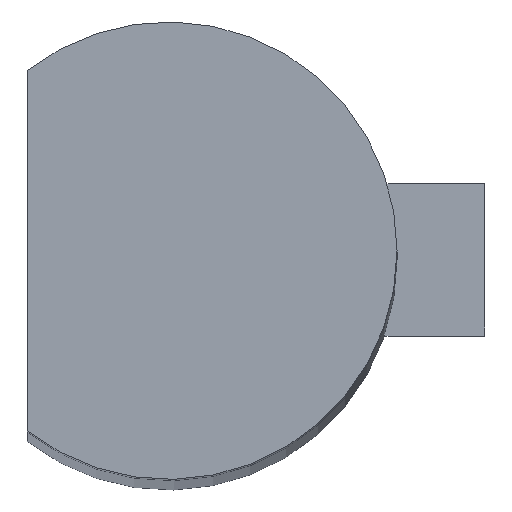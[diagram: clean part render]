
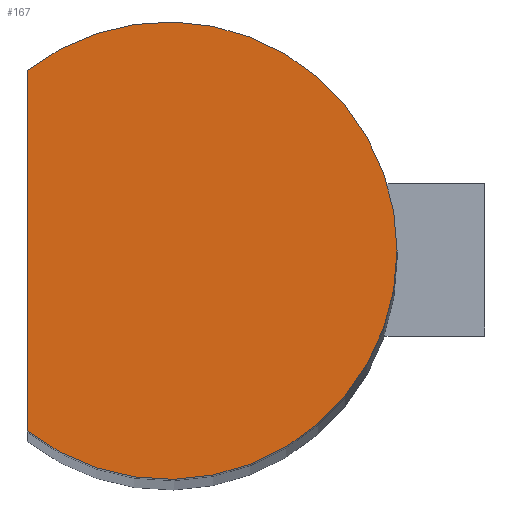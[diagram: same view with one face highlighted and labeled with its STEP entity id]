
A CAD part, top view. The second image highlights one B-rep face of the part: STEP entity #167.
In plain terms, the highlighted planar face has unit normal (0, 0, 1).
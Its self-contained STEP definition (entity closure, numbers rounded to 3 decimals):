
#19=PLANE('',#195);
#26=LINE('',#266,#42);
#42=VECTOR('',#216,1000.);
#92=ORIENTED_EDGE('',*,*,#114,.T.);
#93=ORIENTED_EDGE('',*,*,#104,.F.);
#104=EDGE_CURVE('',#123,#124,#26,.T.);
#114=EDGE_CURVE('',#123,#124,#133,.T.);
#123=VERTEX_POINT('',#265);
#124=VERTEX_POINT('',#267);
#133=CIRCLE('',#194,1.5);
#144=EDGE_LOOP('',(#92,#93));
#155=FACE_BOUND('',#144,.T.);
#167=ADVANCED_FACE('',(#155),#19,.T.);
#194=AXIS2_PLACEMENT_3D('',#288,#240,#241);
#195=AXIS2_PLACEMENT_3D('',#289,#242,#243);
#216=DIRECTION('',(0.,1.,0.));
#240=DIRECTION('',(0.,0.,1.));
#241=DIRECTION('',(1.,0.,0.));
#242=DIRECTION('',(0.,0.,1.));
#243=DIRECTION('',(1.,0.,0.));
#265=CARTESIAN_POINT('',(-0.925,-1.181,40.));
#266=CARTESIAN_POINT('',(-0.925,0.59,40.));
#267=CARTESIAN_POINT('',(-0.925,1.181,40.));
#288=CARTESIAN_POINT('',(0.,0.,40.));
#289=CARTESIAN_POINT('',(0.288,0.,40.));
